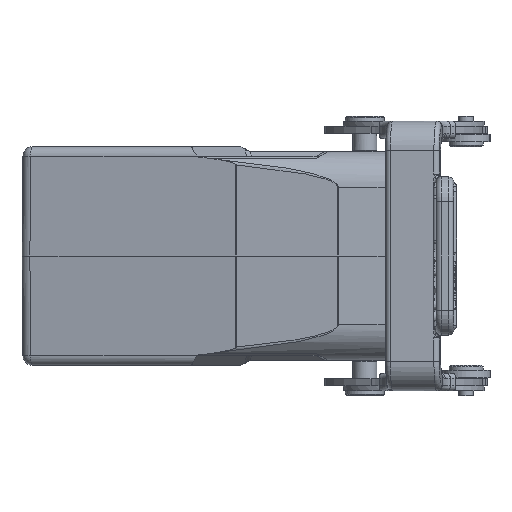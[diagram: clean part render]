
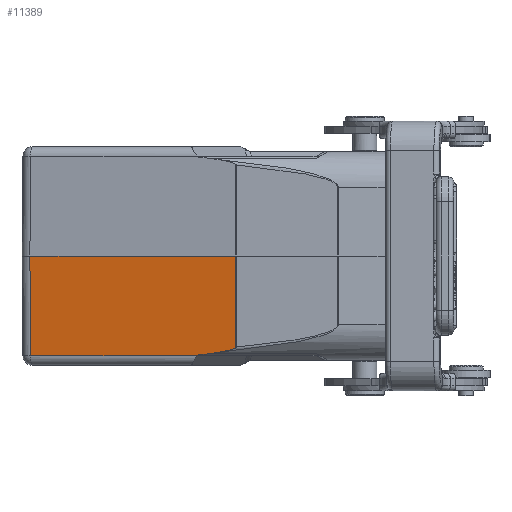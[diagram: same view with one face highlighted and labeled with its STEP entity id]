
A CAD part, left-side view. The second image highlights one B-rep face of the part: STEP entity #11389.
In plain terms, the highlighted planar face has unit normal (-0.982, 0.191, -0.009).
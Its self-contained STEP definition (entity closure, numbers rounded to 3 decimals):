
#7480=B_SPLINE_CURVE_WITH_KNOTS('',3,(#44606,#44607,#44608,#44609,#44610,
#44611,#44612,#44613,#44614,#44615,#44616,#44617,#44618,#44619,#44620,#44621),
 .UNSPECIFIED.,.F.,.F.,(4,3,3,3,3,4),(0.,0.437,0.715,
0.893,0.979,1.),.UNSPECIFIED.);
#9821=FACE_OUTER_BOUND('',#14608,.T.);
#11389=ADVANCED_FACE('',(#9821),#12224,.T.);
#12224=PLANE('',#36455);
#12389=ELLIPSE('',#36452,10.482,2.);
#12390=ELLIPSE('',#36454,39.308,7.5);
#14608=EDGE_LOOP('',(#22843,#22844,#22845,#22846,#22847,#22848,#22849,#22850));
#22843=ORIENTED_EDGE('',*,*,#26045,.T.);
#22844=ORIENTED_EDGE('',*,*,#26047,.T.);
#22845=ORIENTED_EDGE('',*,*,#29361,.F.);
#22846=ORIENTED_EDGE('',*,*,#29362,.F.);
#22847=ORIENTED_EDGE('',*,*,#26051,.T.);
#22848=ORIENTED_EDGE('',*,*,#29358,.T.);
#22849=ORIENTED_EDGE('',*,*,#29360,.T.);
#22850=ORIENTED_EDGE('',*,*,#29363,.T.);
#23439=VERTEX_POINT('',#44586);
#23441=VERTEX_POINT('',#44605);
#23442=VERTEX_POINT('',#44675);
#23445=VERTEX_POINT('',#44682);
#23446=VERTEX_POINT('',#44684);
#25607=VERTEX_POINT('',#58221);
#25608=VERTEX_POINT('',#58225);
#25609=VERTEX_POINT('',#58229);
#26045=EDGE_CURVE('',#23439,#23441,#7480,.T.);
#26047=EDGE_CURVE('',#23441,#23442,#29807,.T.);
#26051=EDGE_CURVE('',#23446,#23445,#29809,.T.);
#29358=EDGE_CURVE('',#23445,#25607,#31675,.T.);
#29360=EDGE_CURVE('',#25607,#25608,#12389,.T.);
#29361=EDGE_CURVE('',#25609,#23442,#31677,.T.);
#29362=EDGE_CURVE('',#23446,#25609,#31678,.T.);
#29363=EDGE_CURVE('',#25608,#23439,#12390,.T.);
#29807=LINE('',#44674,#32078);
#29809=LINE('',#44683,#32080);
#31675=LINE('',#58222,#34024);
#31677=LINE('',#58228,#34026);
#31678=LINE('',#58230,#34027);
#32078=VECTOR('',#37245,1.);
#32080=VECTOR('',#37253,1.);
#34024=VECTOR('',#43519,1.);
#34026=VECTOR('',#43527,1.);
#34027=VECTOR('',#43528,1.);
#36452=AXIS2_PLACEMENT_3D('',#58226,#43523,#43524);
#36454=AXIS2_PLACEMENT_3D('',#58231,#43529,#43530);
#36455=AXIS2_PLACEMENT_3D('',#58232,#43531,#43532);
#37245=DIRECTION('',(-0.009,0.001,1.));
#37253=DIRECTION('',(-0.191,-0.982,0.));
#43519=DIRECTION('',(-0.13,-0.634,0.763));
#43523=DIRECTION('',(-0.982,0.191,-0.009));
#43524=DIRECTION('',(0.191,0.982,0.002));
#43527=DIRECTION('',(-0.191,-0.982,0.));
#43528=DIRECTION('',(-0.007,0.009,1.));
#43529=DIRECTION('',(-0.982,0.191,-0.009));
#43530=DIRECTION('',(0.191,0.982,0.002));
#43531=DIRECTION('',(-0.982,0.191,-0.009));
#43532=DIRECTION('',(-0.191,-0.982,0.));
#44586=CARTESIAN_POINT('',(-43.861,3.676,-19.818));
#44605=CARTESIAN_POINT('',(-44.58,0.024,-18.83));
#44606=CARTESIAN_POINT('',(-43.861,3.676,-19.818));
#44607=CARTESIAN_POINT('',(-43.968,3.128,-19.73));
#44608=CARTESIAN_POINT('',(-44.076,2.582,-19.633));
#44609=CARTESIAN_POINT('',(-44.182,2.039,-19.517));
#44610=CARTESIAN_POINT('',(-44.25,1.695,-19.443));
#44611=CARTESIAN_POINT('',(-44.317,1.351,-19.362));
#44612=CARTESIAN_POINT('',(-44.384,1.012,-19.265));
#44613=CARTESIAN_POINT('',(-44.427,0.796,-19.202));
#44614=CARTESIAN_POINT('',(-44.469,0.579,-19.134));
#44615=CARTESIAN_POINT('',(-44.51,0.372,-19.043));
#44616=CARTESIAN_POINT('',(-44.53,0.272,-19.));
#44617=CARTESIAN_POINT('',(-44.55,0.172,-18.952));
#44618=CARTESIAN_POINT('',(-44.567,0.085,-18.885));
#44619=CARTESIAN_POINT('',(-44.572,0.063,-18.869));
#44620=CARTESIAN_POINT('',(-44.576,0.042,-18.851));
#44621=CARTESIAN_POINT('',(-44.58,0.024,-18.83));
#44674=CARTESIAN_POINT('',(-44.743,0.048,0.003));
#44675=CARTESIAN_POINT('',(-44.743,0.048,0.));
#44682=CARTESIAN_POINT('',(-43.023,7.954,-20.517));
#44683=CARTESIAN_POINT('',(-45.944,-7.069,-20.517));
#44684=CARTESIAN_POINT('',(-36.366,42.203,-20.517));
#58221=CARTESIAN_POINT('',(-43.052,7.814,-20.349));
#58222=CARTESIAN_POINT('',(-43.023,7.954,-20.517));
#58225=CARTESIAN_POINT('',(-43.44,5.83,-20.136));
#58226=CARTESIAN_POINT('',(-42.29,11.82,-18.5));
#58228=CARTESIAN_POINT('',(-36.514,42.382,0.));
#58229=CARTESIAN_POINT('',(-36.514,42.382,0.));
#58230=CARTESIAN_POINT('',(-36.511,42.379,-0.362));
#58231=CARTESIAN_POINT('',(-39.128,28.295,-14.));
#58232=CARTESIAN_POINT('',(-46.119,-7.035,0.));
